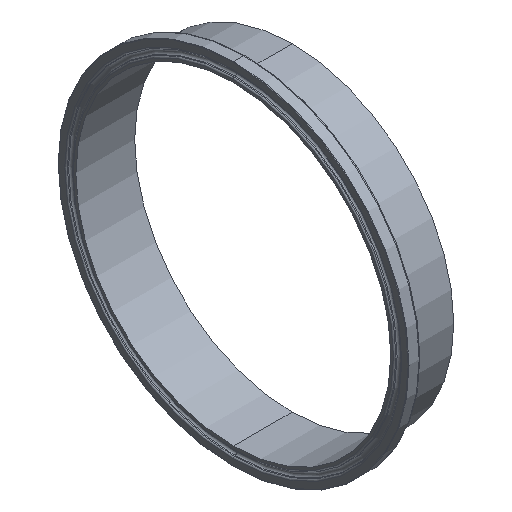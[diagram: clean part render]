
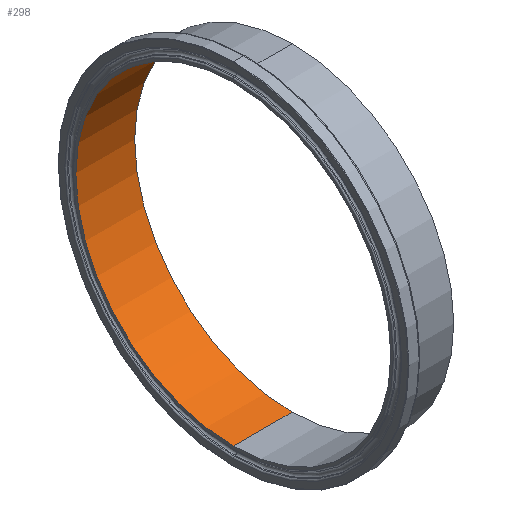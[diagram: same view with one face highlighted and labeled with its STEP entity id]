
A CAD part, isometric view. The second image highlights one B-rep face of the part: STEP entity #298.
In plain terms, the highlighted cylindrical face has radius 75 mm (diameter 150 mm), a partial arc.
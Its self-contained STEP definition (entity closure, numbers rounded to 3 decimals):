
#6 = EDGE_CURVE ( 'NONE', #747, #488, #128, .T. ) ;
#11 = LINE ( 'NONE', #645, #146 ) ;
#27 = ORIENTED_EDGE ( 'NONE', *, *, #44, .F. ) ;
#38 = LINE ( 'NONE', #215, #468 ) ;
#41 = DIRECTION ( 'NONE',  ( -1., 0., 0. ) ) ;
#44 = EDGE_CURVE ( 'NONE', #186, #488, #38, .T. ) ;
#110 = DIRECTION ( 'NONE',  ( -1., 0., 0. ) ) ;
#128 = CIRCLE ( 'NONE', #286, 75. ) ;
#133 = FACE_OUTER_BOUND ( 'NONE', #228, .T. ) ;
#142 = DIRECTION ( 'NONE',  ( -1., 0., 0. ) ) ;
#146 = VECTOR ( 'NONE', #395, 1000. ) ;
#150 = EDGE_CURVE ( 'NONE', #561, #747, #11, .T. ) ;
#163 = ORIENTED_EDGE ( 'NONE', *, *, #150, .T. ) ;
#185 = CARTESIAN_POINT ( 'NONE',  ( 28., 0., 0. ) ) ;
#186 = VERTEX_POINT ( 'NONE', #457 ) ;
#215 = CARTESIAN_POINT ( 'NONE',  ( 0., 0., -75. ) ) ;
#225 = CARTESIAN_POINT ( 'NONE',  ( 0., 0., 0. ) ) ;
#228 = EDGE_LOOP ( 'NONE', ( #27, #276, #163, #708 ) ) ;
#276 = ORIENTED_EDGE ( 'NONE', *, *, #459, .F. ) ;
#280 = DIRECTION ( 'NONE',  ( -1., 0., 0. ) ) ;
#286 = AXIS2_PLACEMENT_3D ( 'NONE', #225, #41, #627 ) ;
#291 = CARTESIAN_POINT ( 'NONE',  ( 0., 0., -75. ) ) ;
#298 = ADVANCED_FACE ( 'NONE', ( #133 ), #720, .F. ) ;
#391 = AXIS2_PLACEMENT_3D ( 'NONE', #604, #142, #529 ) ;
#395 = DIRECTION ( 'NONE',  ( -1., 0., 0. ) ) ;
#410 = DIRECTION ( 'NONE',  ( 0., 0., 1. ) ) ;
#430 = CARTESIAN_POINT ( 'NONE',  ( 28., 0., 75. ) ) ;
#457 = CARTESIAN_POINT ( 'NONE',  ( 28., 0., -75. ) ) ;
#459 = EDGE_CURVE ( 'NONE', #561, #186, #472, .T. ) ;
#468 = VECTOR ( 'NONE', #280, 1000. ) ;
#472 = CIRCLE ( 'NONE', #582, 75. ) ;
#488 = VERTEX_POINT ( 'NONE', #291 ) ;
#529 = DIRECTION ( 'NONE',  ( 0., 0., 1. ) ) ;
#561 = VERTEX_POINT ( 'NONE', #430 ) ;
#582 = AXIS2_PLACEMENT_3D ( 'NONE', #185, #110, #410 ) ;
#604 = CARTESIAN_POINT ( 'NONE',  ( 0., 0., 0. ) ) ;
#625 = CARTESIAN_POINT ( 'NONE',  ( 0., 0., 75. ) ) ;
#627 = DIRECTION ( 'NONE',  ( 0., 0., 1. ) ) ;
#645 = CARTESIAN_POINT ( 'NONE',  ( 0., 0., 75. ) ) ;
#708 = ORIENTED_EDGE ( 'NONE', *, *, #6, .T. ) ;
#720 = CYLINDRICAL_SURFACE ( 'NONE', #391, 75. ) ;
#747 = VERTEX_POINT ( 'NONE', #625 ) ;
